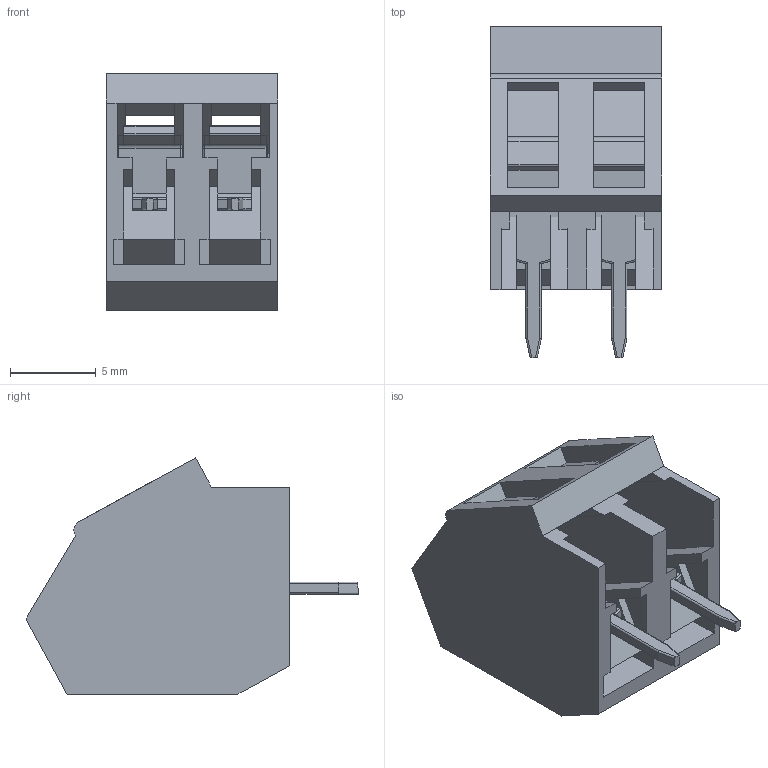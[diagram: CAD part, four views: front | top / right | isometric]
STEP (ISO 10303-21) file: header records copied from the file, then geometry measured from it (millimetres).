
FILE_DESCRIPTION (( 'STEP AP214' ), '1' );
FILE_NAME ('ZHONGA ZB103 2pin..STEP', '2024-03-12T13:20:27', ( 'USER' ), ( '' ), 'SwSTEP 2.0', 'SolidWorks 2010', '' );
FILE_SCHEMA (( 'AUTOMOTIVE_DESIGN' ));
Length unit declared in the file: millimetre
Products named in the file (3): ZHONGA ZB103_Pin; ZHONGA ZB103_2Pin; ZHONGA ZB103 2pin.
Assembly tree (3 placements, depth 2):
  ZHONGA ZB103 2pin.
    ZHONGA ZB103_2Pin
    ZHONGA ZB103_Pin  x2
Bounding box: 10 x 19.4 x 13.8 mm (x, y, z)
Volume: 1080 mm3; surface area: 1739.1 mm2
Topology: 3 solids, 3 shells, 226 faces, 592 edges, 368 vertices
Faces by surface type: plane 133, cylinder 69, torus 16, sphere 8
Full cylindrical faces by diameter (mm): 3.475 x2, 3.8 x2
Entity records: 5300 total; most frequent: CARTESIAN_POINT 944, ORIENTED_EDGE 876, DIRECTION 824, EDGE_CURVE 438, VECTOR 360, LINE 360, VERTEX_POINT 280, AXIS2_PLACEMENT_3D 232
